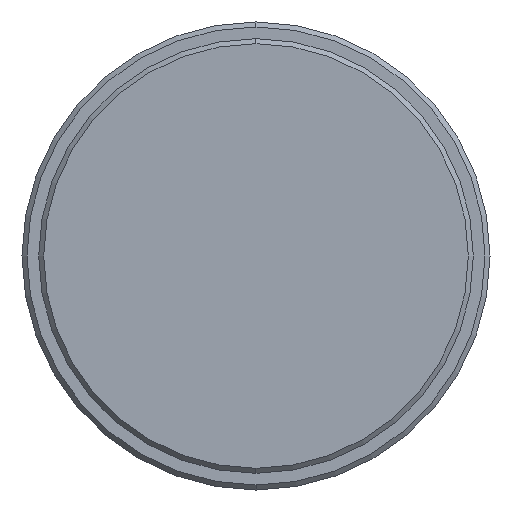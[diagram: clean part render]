
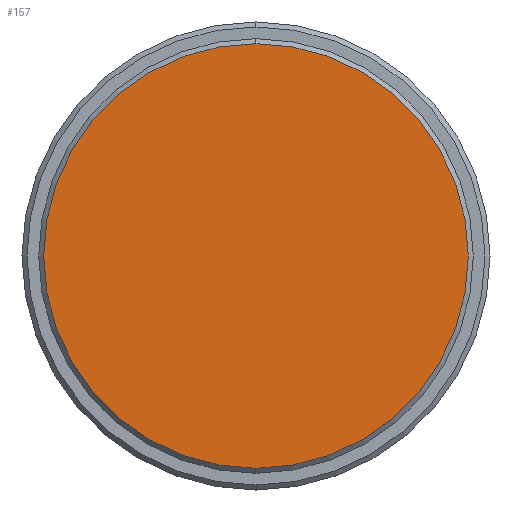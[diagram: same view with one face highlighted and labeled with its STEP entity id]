
A CAD part, left-side view. The second image highlights one B-rep face of the part: STEP entity #157.
In plain terms, the highlighted planar face has unit normal (-1, 0, 0).
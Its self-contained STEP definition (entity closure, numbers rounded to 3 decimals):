
#15 = DIRECTION ( 'NONE',  ( 1., 0., 0. ) ) ;
#34 = AXIS2_PLACEMENT_3D ( 'NONE', #280, #284, #375 ) ;
#47 = FACE_OUTER_BOUND ( 'NONE', #251, .T. ) ;
#108 = PLANE ( 'NONE',  #607 ) ;
#120 = CARTESIAN_POINT ( 'NONE',  ( 0., 0., 0. ) ) ;
#157 = ADVANCED_FACE ( 'NONE', ( #47 ), #108, .F. ) ;
#186 = CARTESIAN_POINT ( 'NONE',  ( 0., 0., -12.7 ) ) ;
#194 = CIRCLE ( 'NONE', #490, 12.7 ) ;
#198 = CARTESIAN_POINT ( 'NONE',  ( 0., 0., 0. ) ) ;
#209 = DIRECTION ( 'NONE',  ( -1., 0., 0. ) ) ;
#251 = EDGE_LOOP ( 'NONE', ( #294, #356 ) ) ;
#254 = EDGE_CURVE ( 'NONE', #591, #289, #194, .T. ) ;
#280 = CARTESIAN_POINT ( 'NONE',  ( 0., 0., 0. ) ) ;
#282 = CIRCLE ( 'NONE', #34, 12.7 ) ;
#284 = DIRECTION ( 'NONE',  ( -1., 0., 0. ) ) ;
#289 = VERTEX_POINT ( 'NONE', #543 ) ;
#294 = ORIENTED_EDGE ( 'NONE', *, *, #254, .T. ) ;
#356 = ORIENTED_EDGE ( 'NONE', *, *, #546, .T. ) ;
#375 = DIRECTION ( 'NONE',  ( 0., 0., 1. ) ) ;
#449 = DIRECTION ( 'NONE',  ( 0., 0., 1. ) ) ;
#490 = AXIS2_PLACEMENT_3D ( 'NONE', #120, #209, #449 ) ;
#538 = DIRECTION ( 'NONE',  ( 0., 0., -1. ) ) ;
#543 = CARTESIAN_POINT ( 'NONE',  ( 0., 0., 12.7 ) ) ;
#546 = EDGE_CURVE ( 'NONE', #289, #591, #282, .T. ) ;
#591 = VERTEX_POINT ( 'NONE', #186 ) ;
#607 = AXIS2_PLACEMENT_3D ( 'NONE', #198, #15, #538 ) ;
